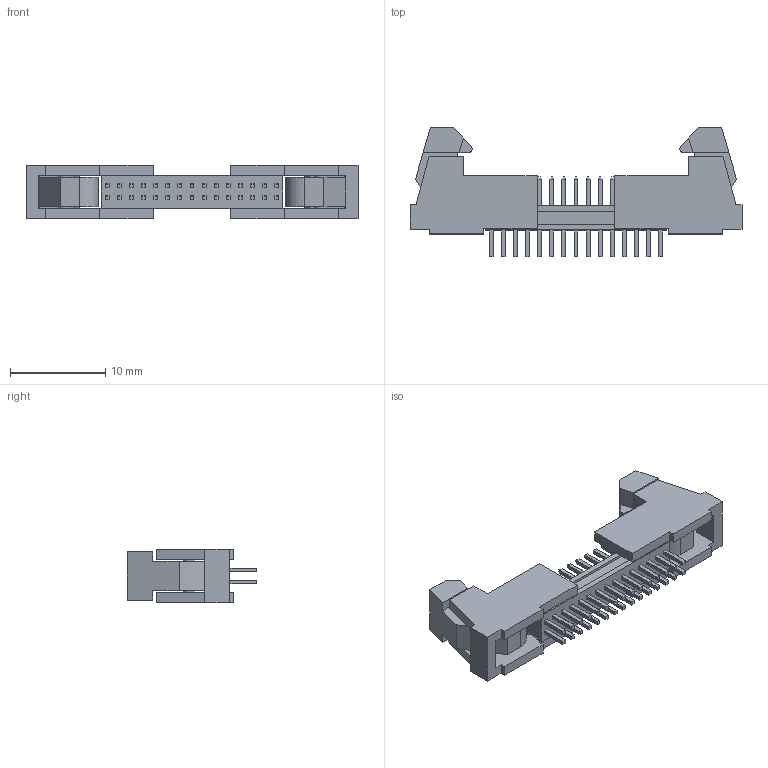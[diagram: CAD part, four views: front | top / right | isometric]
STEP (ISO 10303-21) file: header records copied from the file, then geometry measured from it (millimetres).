
FILE_DESCRIPTION(/* description */ ('STEP AP214'),/* implementation_level */ '2;1');
FILE_NAME(/* name */ 'FTSH-115-01-L-D-EJ',/* time_stamp */ '2025-04-11T15:31:11+02:00',/* author */ ('License CC BY-ND 4.0'),/* organization */ ('CADENAS'),/* preprocessor_version */ 'ST-DEVELOPER v19.3',/* originating_system */ 'PARTsolutions',/* authorisation */ ' ');
FILE_SCHEMA (('AUTOMOTIVE_DESIGN {1 0 10303 214 3 1 1}'));
Length unit declared in the file: inch
Products named in the file (5): FTSH-115-01-L-D-EJ; FTSH-115-01-L-D-EJ_body; FTSH-115-01-L-D-EJ_pins1; FTSH-115-01-L-D-EJ_pins2; FTSH-EJ_shrouds
Assembly tree (5 placements, depth 2):
  FTSH-115-01-L-D-EJ
    FTSH-115-01-L-D-EJ_body
    FTSH-115-01-L-D-EJ_pins1
    FTSH-115-01-L-D-EJ_pins2
    FTSH-EJ_shrouds  x2
Bounding box: 34.82 x 13.55 x 5.65 mm (x, y, z)
Volume: 833.5 mm3; surface area: 2055.4 mm2
Topology: 5 solids, 5 shells, 648 faces, 1784 edges, 1150 vertices
Faces by surface type: plane 640, cylinder 8
Full cylindrical faces by diameter (mm): 1.27 x4
Entity records: 18821 total; most frequent: CARTESIAN_POINT 3326, ORIENTED_EDGE 3308, DIRECTION 2878, EDGE_CURVE 1654, LINE 1646, VECTOR 1646, VERTEX_POINT 1064, EDGE_LOOP 668
